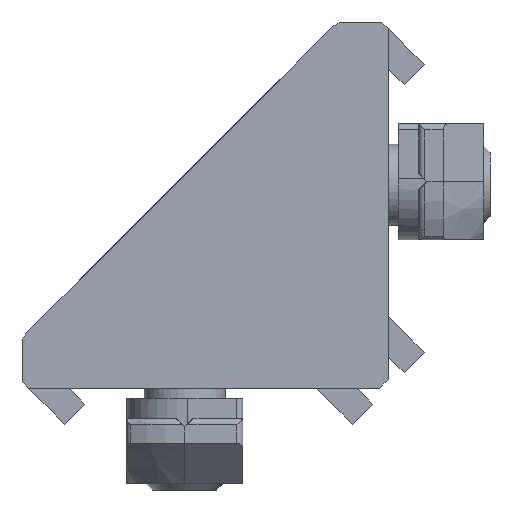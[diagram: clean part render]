
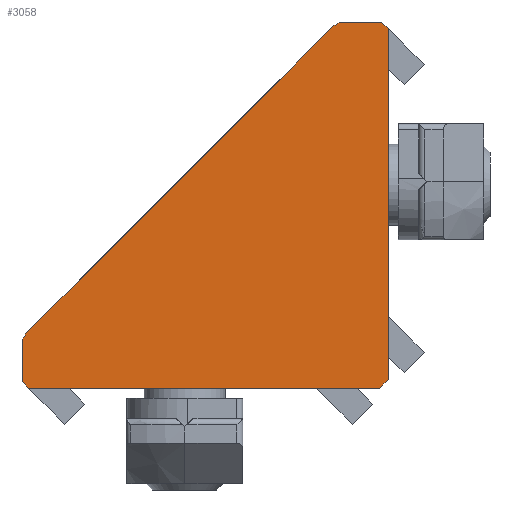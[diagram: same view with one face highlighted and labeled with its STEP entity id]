
A CAD part, left-side view. The second image highlights one B-rep face of the part: STEP entity #3058.
In plain terms, the highlighted planar face has unit normal (-1, 0, 0).
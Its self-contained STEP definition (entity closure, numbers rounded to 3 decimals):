
#490=CARTESIAN_POINT('',(-9.0,17.707,2.799));
#491=VERTEX_POINT('',#490);
#492=CARTESIAN_POINT('',(-9.0,2.799,17.707));
#493=VERTEX_POINT('',#492);
#494=CARTESIAN_POINT('',(-9.0,17.707,2.799));
#495=DIRECTION('',(0.0,-0.707,0.707));
#496=VECTOR('',#495,21.083);
#497=LINE('',#494,#496);
#498=EDGE_CURVE('',#491,#493,#497,.T.);
#2294=CARTESIAN_POINT('',(-9.0,0.0,17.678));
#2295=VERTEX_POINT('',#2294);
#2302=CARTESIAN_POINT('',(-9.0,0.0,0.424));
#2303=VERTEX_POINT('',#2302);
#2304=CARTESIAN_POINT('',(-9.0,0.0,17.678));
#2305=DIRECTION('',(0.0,0.0,-1.0));
#2306=VECTOR('',#2305,17.253);
#2307=LINE('',#2304,#2306);
#2308=EDGE_CURVE('',#2295,#2303,#2307,.T.);
#2540=CARTESIAN_POINT('',(-9.0,0.424,0.0));
#2541=VERTEX_POINT('',#2540);
#2548=CARTESIAN_POINT('',(-9.0,17.678,0.0));
#2549=VERTEX_POINT('',#2548);
#2550=CARTESIAN_POINT('',(-9.0,0.424,0.0));
#2551=DIRECTION('',(0.0,1.0,0.0));
#2552=VECTOR('',#2551,17.253);
#2553=LINE('',#2550,#2552);
#2554=EDGE_CURVE('',#2541,#2549,#2553,.T.);
#2602=CARTESIAN_POINT('',(-9.0,0.0,0.424));
#2603=DIRECTION('',(0.0,0.707,-0.707));
#2604=VECTOR('',#2603,0.6);
#2605=LINE('',#2602,#2604);
#2606=EDGE_CURVE('',#2303,#2541,#2605,.T.);
#2862=CARTESIAN_POINT('',(-9.0,18.0,0.322));
#2863=VERTEX_POINT('',#2862);
#2864=CARTESIAN_POINT('',(-9.0,17.678,0.0));
#2865=DIRECTION('',(0.0,0.707,0.707));
#2866=VECTOR('',#2865,0.456);
#2867=LINE('',#2864,#2866);
#2868=EDGE_CURVE('',#2549,#2863,#2867,.T.);
#2899=CARTESIAN_POINT('',(-9.0,18.0,2.092));
#2900=VERTEX_POINT('',#2899);
#2901=CARTESIAN_POINT('',(-9.0,18.0,0.322));
#2902=DIRECTION('',(0.0,0.0,1.0));
#2903=VECTOR('',#2902,1.77);
#2904=LINE('',#2901,#2903);
#2905=EDGE_CURVE('',#2863,#2900,#2904,.T.);
#2930=CARTESIAN_POINT('',(-9.0,17.0,2.092));
#2931=DIRECTION('',(1.0,0.0,0.0));
#2932=DIRECTION('',(0.0,1.0,0.0));
#2933=AXIS2_PLACEMENT_3D('',#2930,#2931,#2932);
#2934=CIRCLE('',#2933,1.);
#2935=EDGE_CURVE('',#2900,#491,#2934,.T.);
#2954=CARTESIAN_POINT('',(-9.0,2.092,18.0));
#2955=VERTEX_POINT('',#2954);
#2956=CARTESIAN_POINT('',(-9.0,2.092,17.0));
#2957=DIRECTION('',(1.0,0.0,0.0));
#2958=DIRECTION('',(0.0,0.707,0.707));
#2959=AXIS2_PLACEMENT_3D('',#2956,#2957,#2958);
#2960=CIRCLE('',#2959,1.);
#2961=EDGE_CURVE('',#493,#2955,#2960,.T.);
#2987=CARTESIAN_POINT('',(-9.0,0.322,18.0));
#2988=VERTEX_POINT('',#2987);
#2989=CARTESIAN_POINT('',(-9.0,2.092,18.0));
#2990=DIRECTION('',(0.0,-1.0,0.0));
#2991=VECTOR('',#2990,1.77);
#2992=LINE('',#2989,#2991);
#2993=EDGE_CURVE('',#2955,#2988,#2992,.T.);
#3018=CARTESIAN_POINT('',(-9.0,0.322,18.0));
#3019=DIRECTION('',(0.0,-0.707,-0.707));
#3020=VECTOR('',#3019,0.456);
#3021=LINE('',#3018,#3020);
#3022=EDGE_CURVE('',#2988,#2295,#3021,.T.);
#3041=CARTESIAN_POINT('',(-9.0,0.0,0.0));
#3042=DIRECTION('',(1.0,0.0,0.0));
#3043=DIRECTION('',(0.0,0.0,-1.0));
#3044=AXIS2_PLACEMENT_3D('',#3041,#3042,#3043);
#3045=PLANE('',#3044);
#3046=ORIENTED_EDGE('',*,*,#2308,.F.);
#3047=ORIENTED_EDGE('',*,*,#3022,.F.);
#3048=ORIENTED_EDGE('',*,*,#2993,.F.);
#3049=ORIENTED_EDGE('',*,*,#2961,.F.);
#3050=ORIENTED_EDGE('',*,*,#498,.F.);
#3051=ORIENTED_EDGE('',*,*,#2935,.F.);
#3052=ORIENTED_EDGE('',*,*,#2905,.F.);
#3053=ORIENTED_EDGE('',*,*,#2868,.F.);
#3054=ORIENTED_EDGE('',*,*,#2554,.F.);
#3055=ORIENTED_EDGE('',*,*,#2606,.F.);
#3056=EDGE_LOOP('',(#3046,#3047,#3048,#3049,#3050,#3051,#3052,#3053,#3054,#3055));
#3057=FACE_OUTER_BOUND('',#3056,.T.);
#3058=ADVANCED_FACE('',(#3057),#3045,.F.);
